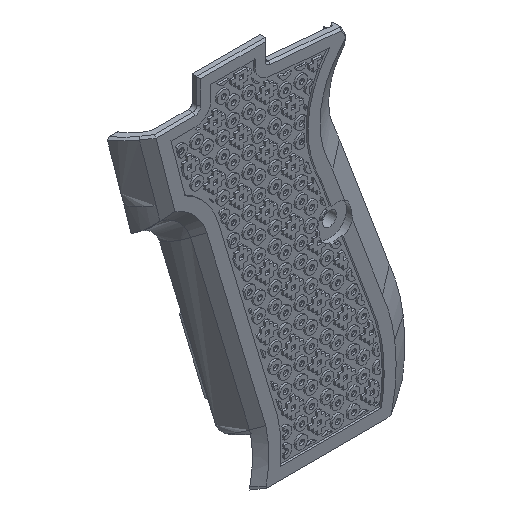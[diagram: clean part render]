
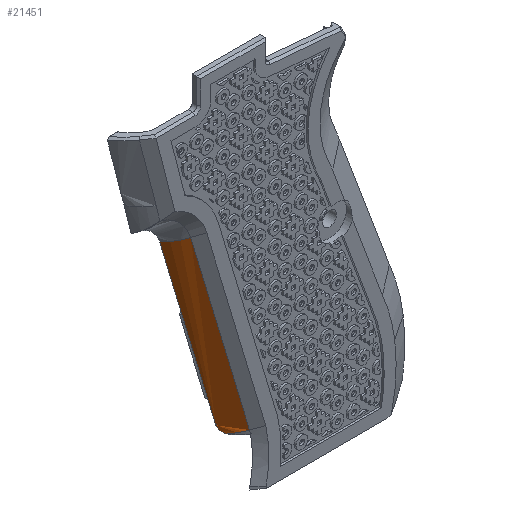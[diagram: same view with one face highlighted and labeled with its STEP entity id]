
A CAD part, isometric view. The second image highlights one B-rep face of the part: STEP entity #21451.
In plain terms, the highlighted free-form (B-spline) face has degree [3, 1] with [7, 2] control points.
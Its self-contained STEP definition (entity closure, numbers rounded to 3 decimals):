
#37=(
BOUNDED_SURFACE()
B_SPLINE_SURFACE(3,1,((#31777,#31778),(#31779,#31780),(#31781,#31782),(#31783,
#31784),(#31785,#31786),(#31787,#31788),(#31789,#31790)),
 .SURF_OF_LINEAR_EXTRUSION.,.F.,.F.,.F.)
B_SPLINE_SURFACE_WITH_KNOTS((4,3,4),(2,2),(0.,1.,1.006),(0.001,
1.),.PIECEWISE_BEZIER_KNOTS.)
GEOMETRIC_REPRESENTATION_ITEM()
RATIONAL_B_SPLINE_SURFACE(((1.,1.),(0.988,0.988),
(0.988,0.988),(1.,1.),(1.,1.),(1.,1.),(1.,1.)))
REPRESENTATION_ITEM('')
SURFACE()
);
#326=B_SPLINE_CURVE_WITH_KNOTS('',3,(#31188,#31189,#31190,#31191),
 .UNSPECIFIED.,.F.,.F.,(4,4),(0.,0.003),.UNSPECIFIED.);
#327=B_SPLINE_CURVE_WITH_KNOTS('',3,(#31194,#31195,#31196,#31197),
 .UNSPECIFIED.,.F.,.F.,(4,4),(0.99,1.),
 .UNSPECIFIED.);
#360=B_SPLINE_CURVE_WITH_KNOTS('',3,(#31773,#31774,#31775,#31776),
 .UNSPECIFIED.,.F.,.F.,(4,4),(0.002,0.006),
 .UNSPECIFIED.);
#361=B_SPLINE_CURVE_WITH_KNOTS('',3,(#31795,#31796,#31797,#31798),
 .UNSPECIFIED.,.F.,.F.,(4,4),(0.,1.),.UNSPECIFIED.);
#576=CIRCLE('',#22908,14.652);
#1479=ORIENTED_EDGE('',*,*,#7190,.T.);
#1480=ORIENTED_EDGE('',*,*,#7273,.T.);
#1481=ORIENTED_EDGE('',*,*,#7274,.T.);
#1482=ORIENTED_EDGE('',*,*,#7275,.T.);
#1483=ORIENTED_EDGE('',*,*,#7276,.T.);
#1484=ORIENTED_EDGE('',*,*,#7191,.T.);
#7190=EDGE_CURVE('',#10168,#10169,#326,.T.);
#7191=EDGE_CURVE('',#10170,#10168,#327,.F.);
#7273=EDGE_CURVE('',#10169,#10001,#360,.T.);
#7274=EDGE_CURVE('',#10001,#10212,#12204,.T.);
#7275=EDGE_CURVE('',#10212,#10213,#576,.F.);
#7276=EDGE_CURVE('',#10213,#10170,#361,.F.);
#10001=VERTEX_POINT('',#30654);
#10168=VERTEX_POINT('',#31192);
#10169=VERTEX_POINT('',#31193);
#10170=VERTEX_POINT('',#31198);
#10212=VERTEX_POINT('',#31792);
#10213=VERTEX_POINT('',#31794);
#12204=LINE('',#31791,#14521);
#14521=VECTOR('',#25132,1000.);
#16957=EDGE_LOOP('',(#1479,#1480,#1481,#1482,#1483,#1484));
#18733=FACE_BOUND('',#16957,.T.);
#21451=ADVANCED_FACE('',(#18733),#37,.F.);
#22908=AXIS2_PLACEMENT_3D('',#31793,#25133,#25134);
#25132=DIRECTION('',(-0.288,0.,0.958));
#25133=DIRECTION('',(-0.289,0.,0.957));
#25134=DIRECTION('',(0.957,0.,0.289));
#30654=CARTESIAN_POINT('',(127.305,-12.,-94.253));
#31188=CARTESIAN_POINT('',(122.9,-8.,-93.045));
#31189=CARTESIAN_POINT('',(123.194,-8.019,-93.982));
#31190=CARTESIAN_POINT('',(123.797,-8.602,-94.693));
#31191=CARTESIAN_POINT('',(124.443,-9.248,-95.015));
#31192=CARTESIAN_POINT('',(122.899,-8.,-93.045));
#31193=CARTESIAN_POINT('',(124.443,-9.248,-95.015));
#31194=CARTESIAN_POINT('',(122.898,-8.,-93.045));
#31195=CARTESIAN_POINT('',(122.894,-8.,-93.03));
#31196=CARTESIAN_POINT('',(122.889,-8.,-93.015));
#31197=CARTESIAN_POINT('',(122.885,-8.,-93.));
#31198=CARTESIAN_POINT('',(122.885,-8.,-93.));
#31773=CARTESIAN_POINT('',(124.443,-9.248,-95.015));
#31774=CARTESIAN_POINT('',(125.27,-10.298,-94.795));
#31775=CARTESIAN_POINT('',(126.232,-11.223,-94.538));
#31776=CARTESIAN_POINT('',(127.305,-12.,-94.253));
#31777=CARTESIAN_POINT('',(127.393,-12.,-94.547));
#31778=CARTESIAN_POINT('',(112.592,-12.,-45.259));
#31779=CARTESIAN_POINT('',(125.92,-10.923,-94.991));
#31780=CARTESIAN_POINT('',(111.119,-10.923,-45.704));
#31781=CARTESIAN_POINT('',(124.669,-9.574,-95.369));
#31782=CARTESIAN_POINT('',(109.868,-9.574,-46.082));
#31783=CARTESIAN_POINT('',(123.687,-8.,-95.665));
#31784=CARTESIAN_POINT('',(108.886,-8.,-46.378));
#31785=CARTESIAN_POINT('',(123.681,-7.991,-95.667));
#31786=CARTESIAN_POINT('',(108.88,-7.991,-46.38));
#31787=CARTESIAN_POINT('',(123.675,-7.981,-95.669));
#31788=CARTESIAN_POINT('',(108.874,-7.981,-46.382));
#31789=CARTESIAN_POINT('',(123.669,-7.972,-95.671));
#31790=CARTESIAN_POINT('',(108.868,-7.972,-46.383));
#31791=CARTESIAN_POINT('',(127.403,-12.,-94.58));
#31792=CARTESIAN_POINT('',(112.592,-12.,-45.259));
#31793=CARTESIAN_POINT('',(120.634,0.004,-42.831));
#31794=CARTESIAN_POINT('',(108.884,-8.,-46.376));
#31795=CARTESIAN_POINT('',(122.885,-8.,-93.));
#31796=CARTESIAN_POINT('',(118.217,-8.,-77.459));
#31797=CARTESIAN_POINT('',(113.55,-8.,-61.917));
#31798=CARTESIAN_POINT('',(108.883,-8.,-46.376));
